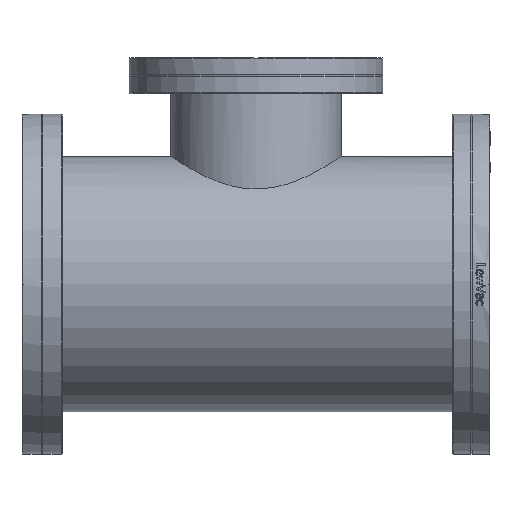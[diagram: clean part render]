
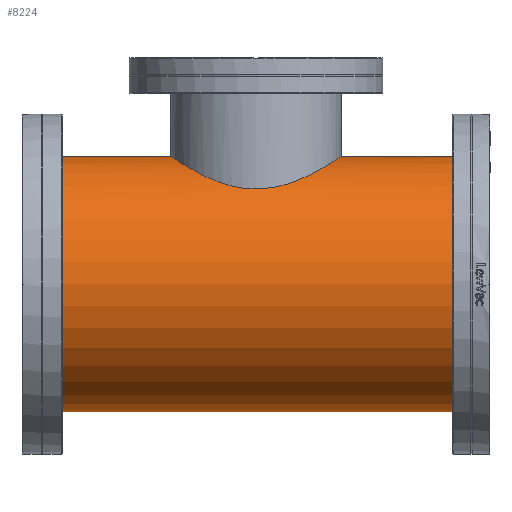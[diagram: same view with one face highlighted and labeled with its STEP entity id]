
A CAD part, left-side view. The second image highlights one B-rep face of the part: STEP entity #8224.
In plain terms, the highlighted cylindrical face has radius 76.2 mm (diameter 152.4 mm), a full revolution.
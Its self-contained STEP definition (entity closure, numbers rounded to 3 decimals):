
#1106=B_SPLINE_CURVE_WITH_KNOTS('',3,(#37173,#37174,#37175,#37176,#37177,
#37178,#37179,#37180,#37181,#37182,#37183,#37184,#37185,#37186,#37187,#37188,
#37189,#37190,#37191,#37192,#37193,#37194,#37195,#37196,#37197,#37198,#37199,
#37200,#37201,#37202,#37203,#37204,#37205,#37206),.UNSPECIFIED.,.F.,.F.,
(4,2,2,2,2,2,2,2,2,2,2,2,2,2,2,2,4),(7.973,8.964,
9.955,10.946,11.937,12.939,13.941,
14.943,15.945,16.947,17.95,18.952,
19.954,20.945,21.936,22.927,23.918),
 .UNSPECIFIED.);
#1107=B_SPLINE_CURVE_WITH_KNOTS('',3,(#37207,#37208,#37209,#37210,#37211,
#37212,#37213,#37214,#37215,#37216,#37217,#37218,#37219,#37220,#37221,#37222,
#37223,#37224,#37225,#37226,#37227,#37228,#37229,#37230,#37231,#37232,#37233,
#37234,#37235,#37236,#37237,#37238,#37239,#37240,#37241),.UNSPECIFIED.,
 .F.,.F.,(4,2,2,2,2,2,2,2,3,2,2,2,2,2,2,2,4),(23.918,24.909,
25.9,26.891,27.882,28.884,29.887,
30.889,31.891,32.893,33.895,34.897,
35.899,36.89,37.881,38.872,39.863),
 .UNSPECIFIED.);
#1275=CYLINDRICAL_SURFACE('',#9136,76.2);
#1674=FACE_BOUND('',#2905,.T.);
#1675=FACE_BOUND('',#2906,.T.);
#2136=FACE_OUTER_BOUND('',#2904,.T.);
#2904=EDGE_LOOP('',(#7024));
#2905=EDGE_LOOP('',(#7025));
#2906=EDGE_LOOP('',(#7026,#7027));
#3509=CIRCLE('',#9137,76.2);
#3510=CIRCLE('',#9138,76.2);
#4207=VERTEX_POINT('',#37171);
#4208=VERTEX_POINT('',#37172);
#4211=VERTEX_POINT('',#37248);
#4212=VERTEX_POINT('',#37250);
#5206=EDGE_CURVE('',#4207,#4208,#1106,.T.);
#5207=EDGE_CURVE('',#4208,#4207,#1107,.T.);
#5210=EDGE_CURVE('',#4211,#4211,#3509,.T.);
#5211=EDGE_CURVE('',#4212,#4212,#3510,.T.);
#7024=ORIENTED_EDGE('',*,*,#5210,.F.);
#7025=ORIENTED_EDGE('',*,*,#5211,.F.);
#7026=ORIENTED_EDGE('',*,*,#5206,.T.);
#7027=ORIENTED_EDGE('',*,*,#5207,.T.);
#8224=ADVANCED_FACE('',(#2136,#1674,#1675),#1275,.T.);
#9136=AXIS2_PLACEMENT_3D('',#37247,#10781,#10782);
#9137=AXIS2_PLACEMENT_3D('',#37249,#10783,#10784);
#9138=AXIS2_PLACEMENT_3D('',#37251,#10785,#10786);
#10781=DIRECTION('center_axis',(0.,0.,1.));
#10782=DIRECTION('ref_axis',(-1.,0.,0.));
#10783=DIRECTION('center_axis',(0.,0.,-1.));
#10784=DIRECTION('ref_axis',(-1.,0.,0.));
#10785=DIRECTION('center_axis',(0.,0.,1.));
#10786=DIRECTION('ref_axis',(-1.,0.,0.));
#37171=CARTESIAN_POINT('',(0.,76.2,177.8));
#37172=CARTESIAN_POINT('',(0.,76.2,76.2));
#37173=CARTESIAN_POINT('Ctrl Pts',(0.,76.2,177.8));
#37174=CARTESIAN_POINT('Ctrl Pts',(-3.304,76.2,177.8));
#37175=CARTESIAN_POINT('Ctrl Pts',(-6.687,75.98,177.473));
#37176=CARTESIAN_POINT('Ctrl Pts',(-13.35,75.097,176.132));
#37177=CARTESIAN_POINT('Ctrl Pts',(-16.63,74.433,175.12));
#37178=CARTESIAN_POINT('Ctrl Pts',(-22.863,72.761,172.49));
#37179=CARTESIAN_POINT('Ctrl Pts',(-25.823,71.751,170.871));
#37180=CARTESIAN_POINT('Ctrl Pts',(-31.259,69.555,167.179));
#37181=CARTESIAN_POINT('Ctrl Pts',(-33.736,68.37,165.106));
#37182=CARTESIAN_POINT('Ctrl Pts',(-38.13,66.021,160.712));
#37183=CARTESIAN_POINT('Ctrl Pts',(-40.208,64.766,158.221));
#37184=CARTESIAN_POINT('Ctrl Pts',(-43.891,62.329,152.787));
#37185=CARTESIAN_POINT('Ctrl Pts',(-45.499,61.148,149.843));
#37186=CARTESIAN_POINT('Ctrl Pts',(-48.113,59.113,143.645));
#37187=CARTESIAN_POINT('Ctrl Pts',(-49.122,58.26,140.385));
#37188=CARTESIAN_POINT('Ctrl Pts',(-50.466,57.1,133.733));
#37189=CARTESIAN_POINT('Ctrl Pts',(-50.8,56.796,130.34));
#37190=CARTESIAN_POINT('Ctrl Pts',(-50.8,56.796,123.66));
#37191=CARTESIAN_POINT('Ctrl Pts',(-50.466,57.1,120.267));
#37192=CARTESIAN_POINT('Ctrl Pts',(-49.122,58.26,113.615));
#37193=CARTESIAN_POINT('Ctrl Pts',(-48.113,59.113,110.355));
#37194=CARTESIAN_POINT('Ctrl Pts',(-45.499,61.148,104.157));
#37195=CARTESIAN_POINT('Ctrl Pts',(-43.891,62.329,101.213));
#37196=CARTESIAN_POINT('Ctrl Pts',(-40.208,64.766,95.779));
#37197=CARTESIAN_POINT('Ctrl Pts',(-38.13,66.021,93.288));
#37198=CARTESIAN_POINT('Ctrl Pts',(-33.736,68.37,88.894));
#37199=CARTESIAN_POINT('Ctrl Pts',(-31.259,69.555,86.821));
#37200=CARTESIAN_POINT('Ctrl Pts',(-25.823,71.751,83.129));
#37201=CARTESIAN_POINT('Ctrl Pts',(-22.863,72.761,81.51));
#37202=CARTESIAN_POINT('Ctrl Pts',(-16.63,74.433,78.88));
#37203=CARTESIAN_POINT('Ctrl Pts',(-13.35,75.097,77.868));
#37204=CARTESIAN_POINT('Ctrl Pts',(-6.687,75.98,76.527));
#37205=CARTESIAN_POINT('Ctrl Pts',(-3.304,76.2,76.2));
#37206=CARTESIAN_POINT('Ctrl Pts',(0.,76.2,76.2));
#37207=CARTESIAN_POINT('Ctrl Pts',(0.,76.2,76.2));
#37208=CARTESIAN_POINT('Ctrl Pts',(3.304,76.2,76.2));
#37209=CARTESIAN_POINT('Ctrl Pts',(6.687,75.98,76.527));
#37210=CARTESIAN_POINT('Ctrl Pts',(13.35,75.097,77.868));
#37211=CARTESIAN_POINT('Ctrl Pts',(16.63,74.433,78.88));
#37212=CARTESIAN_POINT('Ctrl Pts',(22.863,72.761,81.51));
#37213=CARTESIAN_POINT('Ctrl Pts',(25.823,71.751,83.129));
#37214=CARTESIAN_POINT('Ctrl Pts',(31.259,69.555,86.821));
#37215=CARTESIAN_POINT('Ctrl Pts',(33.736,68.37,88.894));
#37216=CARTESIAN_POINT('Ctrl Pts',(38.13,66.021,93.288));
#37217=CARTESIAN_POINT('Ctrl Pts',(40.208,64.766,95.779));
#37218=CARTESIAN_POINT('Ctrl Pts',(43.891,62.329,101.213));
#37219=CARTESIAN_POINT('Ctrl Pts',(45.499,61.148,104.157));
#37220=CARTESIAN_POINT('Ctrl Pts',(48.113,59.113,110.355));
#37221=CARTESIAN_POINT('Ctrl Pts',(49.122,58.26,113.615));
#37222=CARTESIAN_POINT('Ctrl Pts',(50.466,57.1,120.267));
#37223=CARTESIAN_POINT('Ctrl Pts',(50.8,56.796,123.66));
#37224=CARTESIAN_POINT('Ctrl Pts',(50.8,56.796,127.));
#37225=CARTESIAN_POINT('Ctrl Pts',(50.8,56.796,130.34));
#37226=CARTESIAN_POINT('Ctrl Pts',(50.466,57.1,133.733));
#37227=CARTESIAN_POINT('Ctrl Pts',(49.122,58.26,140.385));
#37228=CARTESIAN_POINT('Ctrl Pts',(48.113,59.113,143.645));
#37229=CARTESIAN_POINT('Ctrl Pts',(45.499,61.148,149.843));
#37230=CARTESIAN_POINT('Ctrl Pts',(43.891,62.329,152.787));
#37231=CARTESIAN_POINT('Ctrl Pts',(40.208,64.766,158.221));
#37232=CARTESIAN_POINT('Ctrl Pts',(38.13,66.021,160.712));
#37233=CARTESIAN_POINT('Ctrl Pts',(33.736,68.37,165.106));
#37234=CARTESIAN_POINT('Ctrl Pts',(31.259,69.555,167.179));
#37235=CARTESIAN_POINT('Ctrl Pts',(25.823,71.751,170.871));
#37236=CARTESIAN_POINT('Ctrl Pts',(22.863,72.761,172.49));
#37237=CARTESIAN_POINT('Ctrl Pts',(16.63,74.433,175.12));
#37238=CARTESIAN_POINT('Ctrl Pts',(13.35,75.097,176.132));
#37239=CARTESIAN_POINT('Ctrl Pts',(6.687,75.98,177.473));
#37240=CARTESIAN_POINT('Ctrl Pts',(3.304,76.2,177.8));
#37241=CARTESIAN_POINT('Ctrl Pts',(0.,76.2,177.8));
#37247=CARTESIAN_POINT('Origin',(0.,0.,0.));
#37248=CARTESIAN_POINT('',(76.2,0.,0.));
#37249=CARTESIAN_POINT('Origin',(0.,0.,0.));
#37250=CARTESIAN_POINT('',(76.2,0.,254.));
#37251=CARTESIAN_POINT('Origin',(0.,0.,254.));
